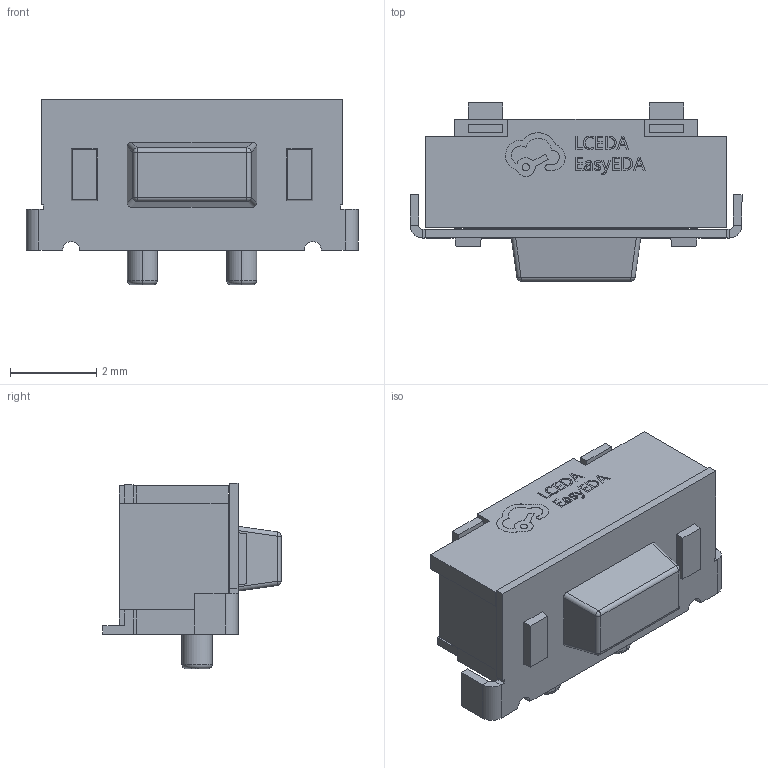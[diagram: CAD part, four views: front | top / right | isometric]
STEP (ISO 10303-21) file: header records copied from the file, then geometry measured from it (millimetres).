
FILE_DESCRIPTION (( 'STEP AP214' ), '1' );
FILE_NAME ('SW-SMD_TS-KG012EV.step', '2022-07-26T08:04:05', ( '' ), ( '' ), 'SwSTEP 2.0', 'SolidWorks 2021', '' );
FILE_SCHEMA (( 'AUTOMOTIVE_DESIGN' ));
Length unit declared in the file: millimetre
Products named in the file (1): SW-SMD_TS-KG012EV
Bounding box: 7.7 x 4.13 x 4.3 mm (x, y, z)
Volume: 59.2 mm3; surface area: 167 mm2
Topology: 2 solids, 2 shells, 352 faces, 917 edges, 600 vertices
Faces by surface type: plane 222, bspline 98, cylinder 24, sphere 4, torus 4
Entity records: 15088 total; most frequent: CARTESIAN_POINT 3188, ORIENTED_EDGE 1834, DIRECTION 1275, EDGE_CURVE 917, LINE 661, VECTOR 661, VERTEX_POINT 600, EDGE_LOOP 383
